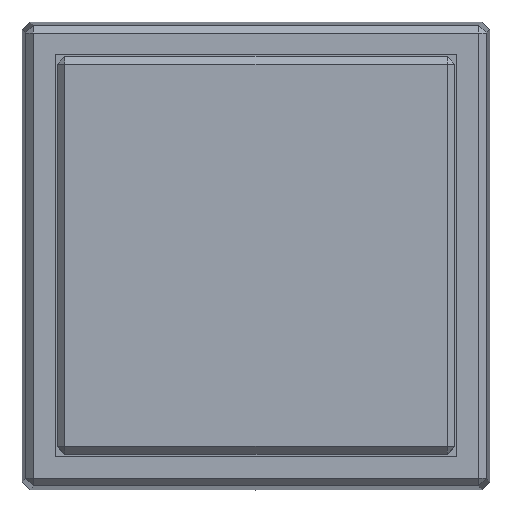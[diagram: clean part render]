
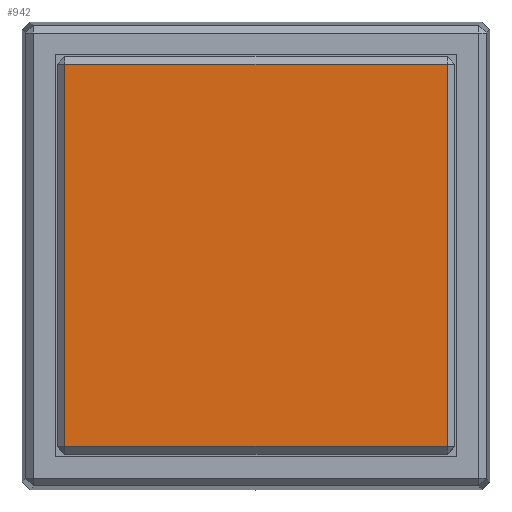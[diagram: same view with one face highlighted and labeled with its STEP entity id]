
A CAD part, top view. The second image highlights one B-rep face of the part: STEP entity #942.
In plain terms, the highlighted planar face has unit normal (0, 0, 1).
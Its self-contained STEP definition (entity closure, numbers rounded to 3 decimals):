
#101 = CARTESIAN_POINT ( 'NONE',  ( -4.9, -4.9, 9. ) ) ;
#126 = VERTEX_POINT ( 'NONE', #256 ) ;
#128 = EDGE_CURVE ( 'NONE', #1626, #126, #2974, .T. ) ;
#134 = CARTESIAN_POINT ( 'NONE',  ( 0., -4.9, 9. ) ) ;
#191 = EDGE_CURVE ( 'NONE', #126, #3178, #389, .T. ) ;
#256 = CARTESIAN_POINT ( 'NONE',  ( 4.9, -4.9, 9. ) ) ;
#389 = LINE ( 'NONE', #134, #724 ) ;
#408 = AXIS2_PLACEMENT_3D ( 'NONE', #101, #1144, #2088 ) ;
#724 = VECTOR ( 'NONE', #2694, 1000. ) ;
#780 = VECTOR ( 'NONE', #2894, 1000. ) ;
#916 = DIRECTION ( 'NONE',  ( 0., 1., 0. ) ) ;
#942 = ADVANCED_FACE ( 'NONE', ( #1368 ), #2336, .T. ) ;
#958 = LINE ( 'NONE', #1913, #780 ) ;
#980 = EDGE_CURVE ( 'NONE', #3178, #2502, #2106, .T. ) ;
#1034 = DIRECTION ( 'NONE',  ( 0., -1., 0. ) ) ;
#1144 = DIRECTION ( 'NONE',  ( 0., 0., 1. ) ) ;
#1155 = VECTOR ( 'NONE', #1034, 1000. ) ;
#1261 = VECTOR ( 'NONE', #916, 1000. ) ;
#1368 = FACE_OUTER_BOUND ( 'NONE', #2879, .T. ) ;
#1384 = ORIENTED_EDGE ( 'NONE', *, *, #2254, .F. ) ;
#1626 = VERTEX_POINT ( 'NONE', #1736 ) ;
#1736 = CARTESIAN_POINT ( 'NONE',  ( 4.9, 4.9, 9. ) ) ;
#1877 = ORIENTED_EDGE ( 'NONE', *, *, #128, .F. ) ;
#1913 = CARTESIAN_POINT ( 'NONE',  ( 0., 4.9, 9. ) ) ;
#2013 = ORIENTED_EDGE ( 'NONE', *, *, #191, .F. ) ;
#2088 = DIRECTION ( 'NONE',  ( 1., 0., 0. ) ) ;
#2106 = LINE ( 'NONE', #3108, #1261 ) ;
#2241 = CARTESIAN_POINT ( 'NONE',  ( 4.9, 0., 9. ) ) ;
#2254 = EDGE_CURVE ( 'NONE', #2502, #1626, #958, .T. ) ;
#2336 = PLANE ( 'NONE',  #408 ) ;
#2410 = CARTESIAN_POINT ( 'NONE',  ( -4.9, -4.9, 9. ) ) ;
#2502 = VERTEX_POINT ( 'NONE', #2750 ) ;
#2694 = DIRECTION ( 'NONE',  ( -1., 0., 0. ) ) ;
#2750 = CARTESIAN_POINT ( 'NONE',  ( -4.9, 4.9, 9. ) ) ;
#2791 = ORIENTED_EDGE ( 'NONE', *, *, #980, .F. ) ;
#2879 = EDGE_LOOP ( 'NONE', ( #2791, #2013, #1877, #1384 ) ) ;
#2894 = DIRECTION ( 'NONE',  ( 1., 0., 0. ) ) ;
#2974 = LINE ( 'NONE', #2241, #1155 ) ;
#3108 = CARTESIAN_POINT ( 'NONE',  ( -4.9, 0., 9. ) ) ;
#3178 = VERTEX_POINT ( 'NONE', #2410 ) ;
